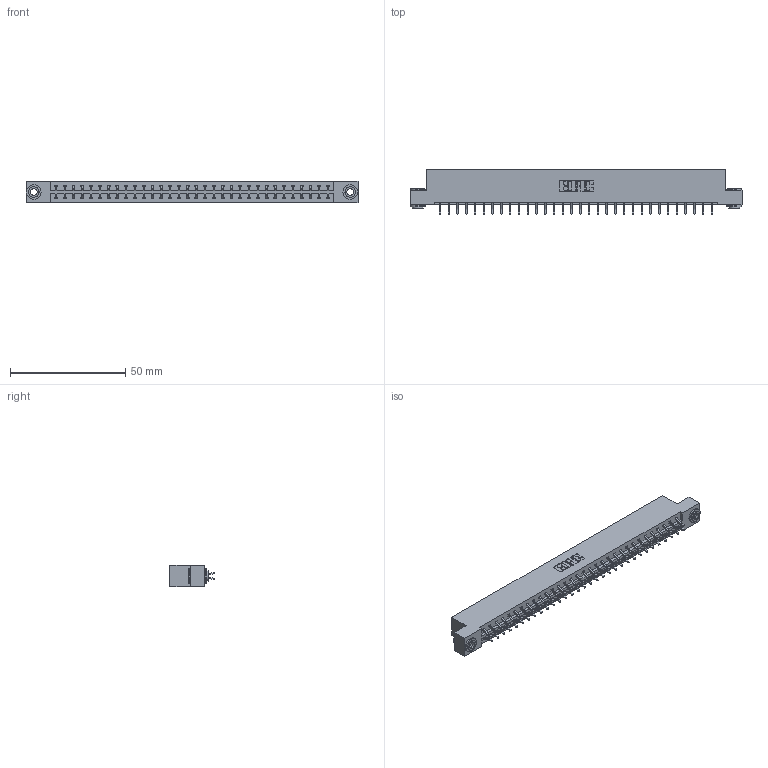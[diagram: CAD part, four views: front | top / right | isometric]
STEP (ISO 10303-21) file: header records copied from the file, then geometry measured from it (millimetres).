
FILE_DESCRIPTION (( 'STEP AP203' ), '1' );
FILE_NAME ('379-064-556-203.STEP', '2020-02-26T19:06:39', ( '' ), ( '' ), 'SwSTEP 2.0', 'SolidWorks 2016', '' );
FILE_SCHEMA (( 'CONFIG_CONTROL_DESIGN' ));
Length unit declared in the file: inch
Products named in the file (4): 379-064-556-203; 345-250-002_345-250-002-102; 345-292-001_556 Tail; 379 Part_Flush - .156 Dia - TH
Assembly tree (67 placements, depth 2):
  379-064-556-203
    379 Part_Flush - .156 Dia - TH
    345-292-001_556 Tail  x64
    345-250-002_345-250-002-102  x2
Bounding box: 144.15 x 19.24 x 9.53 mm (x, y, z)
Volume: 15251.4 mm3; surface area: 17195.8 mm2
Topology: 67 solids, 67 shells, 3864 faces, 11459 edges, 7550 vertices
Faces by surface type: plane 2640, cylinder 1216, cone 8
Entity records: 22750 total; most frequent: CARTESIAN_POINT 3773, ORIENTED_EDGE 3690, DIRECTION 3263, EDGE_CURVE 1845, LINE 1685, VECTOR 1685, VERTEX_POINT 1226, AXIS2_PLACEMENT_3D 789
